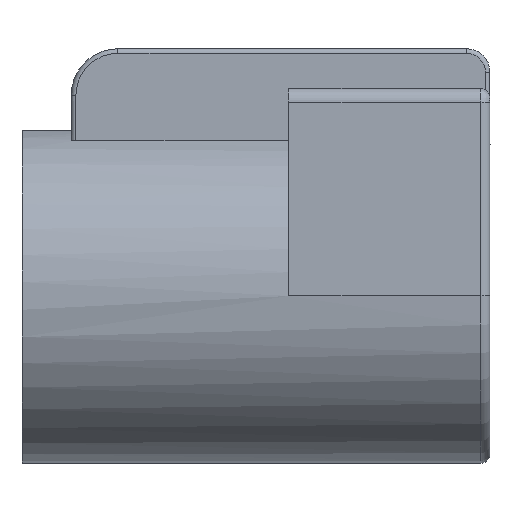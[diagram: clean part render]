
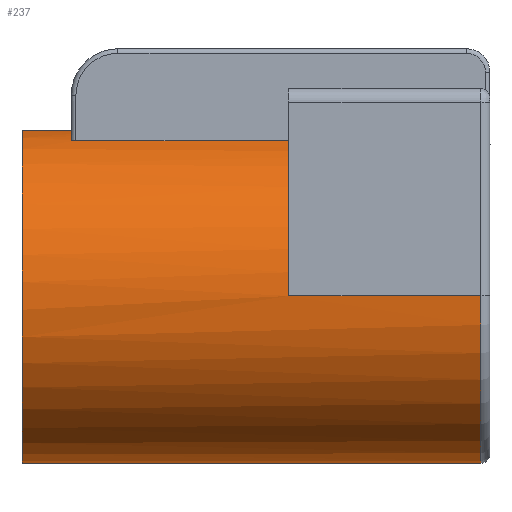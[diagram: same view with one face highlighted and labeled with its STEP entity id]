
A CAD part, left-side view. The second image highlights one B-rep face of the part: STEP entity #237.
In plain terms, the highlighted cylindrical face has radius 7.15 mm (diameter 14.3 mm), a partial arc.
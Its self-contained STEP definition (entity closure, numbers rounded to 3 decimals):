
#152=CYLINDRICAL_SURFACE('',#2612,7.15);
#190=B_SPLINE_CURVE_WITH_KNOTS('',3,(#3580,#3581,#3582,#3583,#3584,#3585,
#3586,#3587,#3588,#3589,#3590,#3591,#3592,#3593,#3594,#3595),.UNSPECIFIED.,
 .F.,.F.,(4,3,3,3,3,4),(0.,0.22,0.44,0.657,
0.871,1.),.UNSPECIFIED.);
#192=B_SPLINE_CURVE_WITH_KNOTS('',3,(#3641,#3642,#3643,#3644,#3645,#3646,
#3647,#3648,#3649,#3650,#3651,#3652,#3653,#3654,#3655,#3656),.UNSPECIFIED.,
 .F.,.F.,(4,3,3,3,3,4),(0.,0.197,0.393,0.595,
0.812,1.),.UNSPECIFIED.);
#237=ADVANCED_FACE('',(#448),#152,.T.);
#448=FACE_OUTER_BOUND('',#588,.T.);
#588=EDGE_LOOP('',(#953,#954,#955,#956,#957,#958,#959,#960,#961,#962,#963,
#964));
#708=CIRCLE('',#2554,7.15);
#713=CIRCLE('',#2563,7.15);
#737=CIRCLE('',#2609,7.15);
#738=CIRCLE('',#2610,7.15);
#739=CIRCLE('',#2611,7.15);
#953=ORIENTED_EDGE('',*,*,#1803,.F.);
#954=ORIENTED_EDGE('',*,*,#1848,.T.);
#955=ORIENTED_EDGE('',*,*,#1849,.T.);
#956=ORIENTED_EDGE('',*,*,#1850,.T.);
#957=ORIENTED_EDGE('',*,*,#1851,.T.);
#958=ORIENTED_EDGE('',*,*,#1852,.T.);
#959=ORIENTED_EDGE('',*,*,#1833,.T.);
#960=ORIENTED_EDGE('',*,*,#1784,.T.);
#961=ORIENTED_EDGE('',*,*,#1763,.F.);
#962=ORIENTED_EDGE('',*,*,#1769,.T.);
#963=ORIENTED_EDGE('',*,*,#1842,.F.);
#964=ORIENTED_EDGE('',*,*,#1779,.T.);
#1539=VERTEX_POINT('',#3566);
#1540=VERTEX_POINT('',#3568);
#1545=VERTEX_POINT('',#3596);
#1553=VERTEX_POINT('',#3630);
#1554=VERTEX_POINT('',#3632);
#1557=VERTEX_POINT('',#3657);
#1568=VERTEX_POINT('',#3708);
#1589=VERTEX_POINT('',#3775);
#1599=VERTEX_POINT('',#3810);
#1600=VERTEX_POINT('',#3812);
#1601=VERTEX_POINT('',#3814);
#1602=VERTEX_POINT('',#3816);
#1763=EDGE_CURVE('',#1539,#1540,#708,.T.);
#1769=EDGE_CURVE('',#1539,#1545,#190,.T.);
#1779=EDGE_CURVE('',#1554,#1553,#713,.T.);
#1784=EDGE_CURVE('',#1557,#1540,#192,.T.);
#1803=EDGE_CURVE('',#1568,#1553,#2139,.T.);
#1833=EDGE_CURVE('',#1589,#1557,#2163,.T.);
#1842=EDGE_CURVE('',#1554,#1545,#2170,.T.);
#1848=EDGE_CURVE('',#1568,#1599,#737,.T.);
#1849=EDGE_CURVE('',#1599,#1600,#2173,.T.);
#1850=EDGE_CURVE('',#1600,#1601,#738,.T.);
#1851=EDGE_CURVE('',#1601,#1602,#2174,.T.);
#1852=EDGE_CURVE('',#1602,#1589,#739,.T.);
#2139=LINE('',#3709,#2355);
#2163=LINE('',#3774,#2379);
#2170=LINE('',#3797,#2386);
#2173=LINE('',#3811,#2389);
#2174=LINE('',#3815,#2390);
#2355=VECTOR('',#2903,1.);
#2379=VECTOR('',#2955,1.);
#2386=VECTOR('',#2968,1.);
#2389=VECTOR('',#2983,1.);
#2390=VECTOR('',#2986,1.);
#2554=AXIS2_PLACEMENT_3D('',#3567,#2821,#2822);
#2563=AXIS2_PLACEMENT_3D('',#3631,#2848,#2849);
#2609=AXIS2_PLACEMENT_3D('',#3809,#2981,#2982);
#2610=AXIS2_PLACEMENT_3D('',#3813,#2984,#2985);
#2611=AXIS2_PLACEMENT_3D('',#3817,#2987,#2988);
#2612=AXIS2_PLACEMENT_3D('',#3818,#2989,#2990);
#2821=DIRECTION('',(0.,-1.,0.));
#2822=DIRECTION('',(0.,0.,1.));
#2848=DIRECTION('',(0.,-1.,0.));
#2849=DIRECTION('',(0.,0.,-1.));
#2903=DIRECTION('',(0.,1.,0.));
#2955=DIRECTION('',(0.,1.,0.));
#2968=DIRECTION('',(0.,-1.,0.));
#2981=DIRECTION('',(0.,1.,0.));
#2982=DIRECTION('',(0.,0.,1.));
#2983=DIRECTION('',(0.,1.,0.));
#2984=DIRECTION('',(0.,1.,0.));
#2985=DIRECTION('',(0.,0.,1.));
#2986=DIRECTION('',(0.,-1.,0.));
#2987=DIRECTION('',(0.,1.,0.));
#2988=DIRECTION('',(0.,0.,1.));
#2989=DIRECTION('',(0.,-1.,0.));
#2990=DIRECTION('',(0.,0.,1.));
#3566=CARTESIAN_POINT('',(12.046,19.509,16.987));
#3567=CARTESIAN_POINT('',(13.521,19.509,9.991));
#3568=CARTESIAN_POINT('',(11.046,19.509,16.699));
#3580=CARTESIAN_POINT('',(12.046,19.509,16.987));
#3581=CARTESIAN_POINT('',(12.079,19.509,16.994));
#3582=CARTESIAN_POINT('',(12.114,19.503,17.001));
#3583=CARTESIAN_POINT('',(12.146,19.492,17.007));
#3584=CARTESIAN_POINT('',(12.178,19.481,17.014));
#3585=CARTESIAN_POINT('',(12.209,19.463,17.019));
#3586=CARTESIAN_POINT('',(12.235,19.442,17.024));
#3587=CARTESIAN_POINT('',(12.262,19.42,17.029));
#3588=CARTESIAN_POINT('',(12.285,19.394,17.033));
#3589=CARTESIAN_POINT('',(12.302,19.364,17.036));
#3590=CARTESIAN_POINT('',(12.32,19.336,17.039));
#3591=CARTESIAN_POINT('',(12.332,19.304,17.041));
#3592=CARTESIAN_POINT('',(12.339,19.271,17.042));
#3593=CARTESIAN_POINT('',(12.343,19.251,17.043));
#3594=CARTESIAN_POINT('',(12.346,19.23,17.044));
#3595=CARTESIAN_POINT('',(12.346,19.209,17.044));
#3596=CARTESIAN_POINT('',(12.346,19.209,17.044));
#3630=CARTESIAN_POINT('',(13.521,21.609,2.841));
#3631=CARTESIAN_POINT('',(13.521,21.609,9.991));
#3632=CARTESIAN_POINT('',(12.346,21.609,17.044));
#3641=CARTESIAN_POINT('',(10.846,19.309,16.622));
#3642=CARTESIAN_POINT('',(10.846,19.331,16.622));
#3643=CARTESIAN_POINT('',(10.849,19.352,16.623));
#3644=CARTESIAN_POINT('',(10.856,19.372,16.626));
#3645=CARTESIAN_POINT('',(10.862,19.392,16.628));
#3646=CARTESIAN_POINT('',(10.872,19.411,16.632));
#3647=CARTESIAN_POINT('',(10.884,19.428,16.637));
#3648=CARTESIAN_POINT('',(10.897,19.445,16.642));
#3649=CARTESIAN_POINT('',(10.912,19.46,16.648));
#3650=CARTESIAN_POINT('',(10.929,19.472,16.655));
#3651=CARTESIAN_POINT('',(10.947,19.485,16.662));
#3652=CARTESIAN_POINT('',(10.968,19.495,16.67));
#3653=CARTESIAN_POINT('',(10.989,19.501,16.678));
#3654=CARTESIAN_POINT('',(11.007,19.507,16.684));
#3655=CARTESIAN_POINT('',(11.026,19.509,16.692));
#3656=CARTESIAN_POINT('',(11.046,19.509,16.699));
#3657=CARTESIAN_POINT('',(10.846,19.309,16.622));
#3708=CARTESIAN_POINT('',(13.521,2.009,2.841));
#3709=CARTESIAN_POINT('',(13.521,21.609,2.841));
#3774=CARTESIAN_POINT('',(10.846,10.559,16.622));
#3775=CARTESIAN_POINT('',(10.846,2.009,16.622));
#3797=CARTESIAN_POINT('',(12.346,20.559,17.044));
#3809=CARTESIAN_POINT('',(13.521,2.009,9.991));
#3810=CARTESIAN_POINT('',(6.371,2.009,9.991));
#3811=CARTESIAN_POINT('',(6.371,1.609,9.991));
#3812=CARTESIAN_POINT('',(6.371,10.209,9.991));
#3813=CARTESIAN_POINT('',(13.521,10.209,9.991));
#3814=CARTESIAN_POINT('',(8.098,10.209,14.651));
#3815=CARTESIAN_POINT('',(8.098,21.609,14.651));
#3816=CARTESIAN_POINT('',(8.098,2.009,14.651));
#3817=CARTESIAN_POINT('',(13.521,2.009,9.991));
#3818=CARTESIAN_POINT('',(13.521,21.609,9.991));
